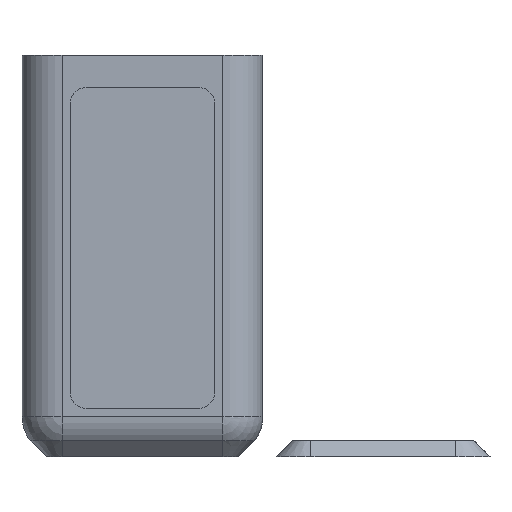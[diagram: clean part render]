
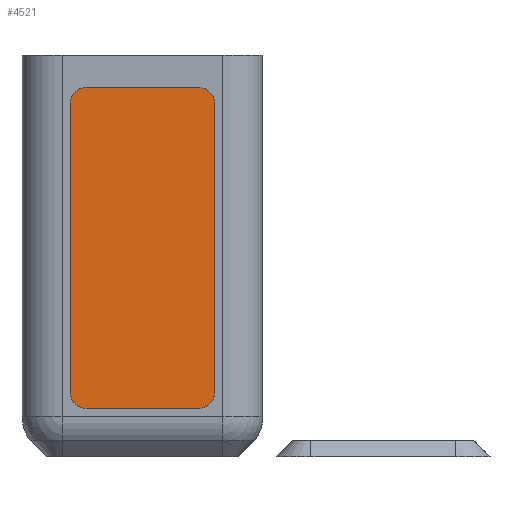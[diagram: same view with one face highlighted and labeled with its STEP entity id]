
A CAD part, left-side view. The second image highlights one B-rep face of the part: STEP entity #4521.
In plain terms, the highlighted planar face has unit normal (-1, 0, 0).
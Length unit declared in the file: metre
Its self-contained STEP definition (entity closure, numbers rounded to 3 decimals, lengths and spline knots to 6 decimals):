
#238=LINE('',#7021,#664);
#241=LINE('',#7032,#667);
#246=LINE('',#7045,#672);
#247=LINE('',#7051,#673);
#664=VECTOR('',#5537,1.);
#667=VECTOR('',#5548,1.);
#672=VECTOR('',#5561,1.);
#673=VECTOR('',#5568,1.);
#1171=ORIENTED_EDGE('',*,*,#2491,.T.);
#1172=ORIENTED_EDGE('',*,*,#2478,.T.);
#1173=ORIENTED_EDGE('',*,*,#2481,.T.);
#1174=ORIENTED_EDGE('',*,*,#2483,.T.);
#1175=ORIENTED_EDGE('',*,*,#2487,.T.);
#1176=ORIENTED_EDGE('',*,*,#2490,.F.);
#1177=ORIENTED_EDGE('',*,*,#2492,.T.);
#1178=ORIENTED_EDGE('',*,*,#2493,.T.);
#2478=EDGE_CURVE('',#3146,#3148,#238,.T.);
#2481=EDGE_CURVE('',#3148,#3150,#3556,.T.);
#2483=EDGE_CURVE('',#3150,#3152,#241,.T.);
#2487=EDGE_CURVE('',#3152,#3154,#3558,.T.);
#2490=EDGE_CURVE('',#3156,#3154,#246,.T.);
#2491=EDGE_CURVE('',#3157,#3146,#3559,.T.);
#2492=EDGE_CURVE('',#3156,#3158,#3560,.T.);
#2493=EDGE_CURVE('',#3158,#3157,#247,.T.);
#3146=VERTEX_POINT('',#7016);
#3148=VERTEX_POINT('',#7020);
#3150=VERTEX_POINT('',#7026);
#3152=VERTEX_POINT('',#7031);
#3154=VERTEX_POINT('',#7038);
#3156=VERTEX_POINT('',#7044);
#3157=VERTEX_POINT('',#7048);
#3158=VERTEX_POINT('',#7050);
#3556=CIRCLE('',#4933,0.002);
#3558=CIRCLE('',#4937,0.002);
#3559=CIRCLE('',#4940,0.002);
#3560=CIRCLE('',#4941,0.002);
#3800=EDGE_LOOP('',(#1171,#1172,#1173,#1174,#1175,#1176,#1177,#1178));
#4096=FACE_BOUND('',#3800,.T.);
#4382=PLANE('',#4939);
#4521=ADVANCED_FACE('',(#4096),#4382,.T.);
#4933=AXIS2_PLACEMENT_3D('',#7027,#5543,#5544);
#4937=AXIS2_PLACEMENT_3D('',#7039,#5555,#5556);
#4939=AXIS2_PLACEMENT_3D('',#7046,#5562,#5563);
#4940=AXIS2_PLACEMENT_3D('',#7047,#5564,#5565);
#4941=AXIS2_PLACEMENT_3D('',#7049,#5566,#5567);
#5537=DIRECTION('',(0.,-1.,0.));
#5543=DIRECTION('',(-1.,0.,0.));
#5544=DIRECTION('',(0.,0.,1.));
#5548=DIRECTION('',(0.,0.,1.));
#5555=DIRECTION('',(-1.,0.,0.));
#5556=DIRECTION('',(0.,0.,1.));
#5561=DIRECTION('',(0.,-1.,0.));
#5562=DIRECTION('',(-1.,0.,0.));
#5563=DIRECTION('',(0.,-1.,0.));
#5564=DIRECTION('',(-1.,0.,0.));
#5565=DIRECTION('',(0.,0.,1.));
#5566=DIRECTION('',(-1.,0.,0.));
#5567=DIRECTION('',(0.,0.,1.));
#5568=DIRECTION('',(0.,0.,-1.));
#7016=CARTESIAN_POINT('',(-0.146,0.11167,0.09575));
#7020=CARTESIAN_POINT('',(-0.146,0.09767,0.09575));
#7021=CARTESIAN_POINT('',(-0.146,0.10467,0.09575));
#7026=CARTESIAN_POINT('',(-0.146,0.09567,0.09775));
#7027=CARTESIAN_POINT('',(-0.146,0.09767,0.09775));
#7031=CARTESIAN_POINT('',(-0.146,0.09567,0.13375));
#7032=CARTESIAN_POINT('',(-0.146,0.09567,0.12075));
#7038=CARTESIAN_POINT('',(-0.146,0.09767,0.13575));
#7039=CARTESIAN_POINT('',(-0.146,0.09767,0.13375));
#7044=CARTESIAN_POINT('',(-0.146,0.11167,0.13575));
#7045=CARTESIAN_POINT('',(-0.146,0.10467,0.13575));
#7046=CARTESIAN_POINT('',(-0.146,0.10467,0.12075));
#7047=CARTESIAN_POINT('',(-0.146,0.11167,0.09775));
#7048=CARTESIAN_POINT('',(-0.146,0.11367,0.09775));
#7049=CARTESIAN_POINT('',(-0.146,0.11167,0.13375));
#7050=CARTESIAN_POINT('',(-0.146,0.11367,0.13375));
#7051=CARTESIAN_POINT('',(-0.146,0.11367,0.12075));
